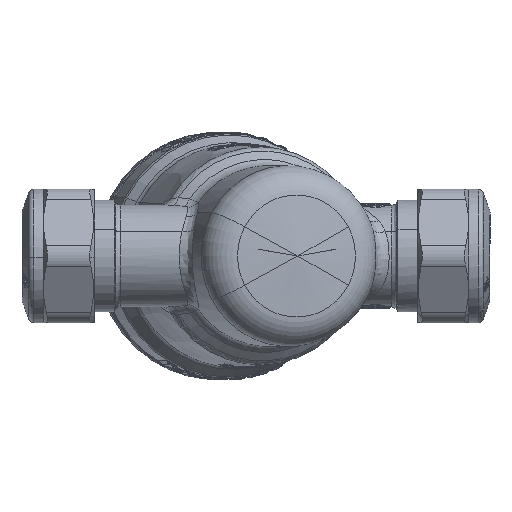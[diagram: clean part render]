
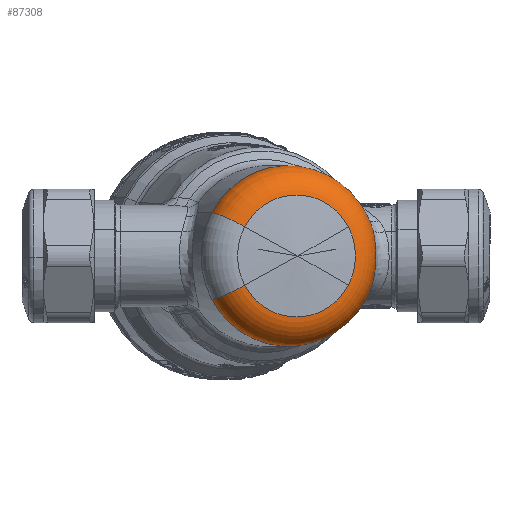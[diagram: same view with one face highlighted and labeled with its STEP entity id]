
A CAD part, front view. The second image highlights one B-rep face of the part: STEP entity #87308.
In plain terms, the highlighted toroidal (fillet/blend) face has major radius 10.9 mm and minor radius 6 mm.
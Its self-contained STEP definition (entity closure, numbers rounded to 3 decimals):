
#77189=CARTESIAN_POINT('Vertex',(-4.6,-21.564,-5.476)) ;
#77196=CARTESIAN_POINT('Vertex',(-4.6,-21.564,5.476)) ;
#77215=CARTESIAN_POINT('Vertex',(14.766,-16.375,5.476)) ;
#77218=CARTESIAN_POINT('Axis2P3D Location',(5.083,-18.97,0.)) ;
#77234=CARTESIAN_POINT('Vertex',(14.766,-16.375,-5.476)) ;
#77237=CARTESIAN_POINT('Axis2P3D Location',(5.083,-18.97,0.)) ;
#77249=CARTESIAN_POINT('Axis2P3D Location',(5.083,-18.97,0.)) ;
#77341=CARTESIAN_POINT('Vertex',(19.317,-10.524,5.025)) ;
#77345=CARTESIAN_POINT('Control Point',(19.317,-10.524,5.025)) ;
#77346=CARTESIAN_POINT('Control Point',(19.412,-10.658,4.712)) ;
#77347=CARTESIAN_POINT('Control Point',(19.497,-10.784,4.387)) ;
#77348=CARTESIAN_POINT('Control Point',(19.574,-10.9,4.05)) ;
#77349=CARTESIAN_POINT('Control Point',(19.743,-11.165,3.175)) ;
#77350=CARTESIAN_POINT('Control Point',(19.857,-11.354,2.246)) ;
#77351=CARTESIAN_POINT('Control Point',(19.906,-11.439,1.67)) ;
#77352=CARTESIAN_POINT('Control Point',(19.967,-11.545,0.499)) ;
#77353=CARTESIAN_POINT('Control Point',(19.955,-11.524,-0.683)) ;
#77354=CARTESIAN_POINT('Control Point',(19.931,-11.482,-1.273)) ;
#77355=CARTESIAN_POINT('Control Point',(19.845,-11.333,-2.44)) ;
#77356=CARTESIAN_POINT('Control Point',(19.68,-11.064,-3.55)) ;
#77357=CARTESIAN_POINT('Control Point',(19.575,-10.9,-4.087)) ;
#77358=CARTESIAN_POINT('Control Point',(19.318,-10.514,-5.127)) ;
#77359=CARTESIAN_POINT('Control Point',(18.967,-10.041,-6.048)) ;
#77360=CARTESIAN_POINT('Control Point',(18.765,-9.784,-6.48)) ;
#77361=CARTESIAN_POINT('Control Point',(18.537,-9.516,-6.876)) ;
#77362=CARTESIAN_POINT('Control Point',(18.287,-9.243,-7.238)) ;
#77363=CARTESIAN_POINT('Vertex',(18.287,-9.243,-7.238)) ;
#77426=CARTESIAN_POINT('Vertex',(18.287,-9.243,7.238)) ;
#77430=CARTESIAN_POINT('Control Point',(18.287,-9.243,7.238)) ;
#77431=CARTESIAN_POINT('Control Point',(18.361,-9.324,7.13)) ;
#77432=CARTESIAN_POINT('Control Point',(18.434,-9.405,7.02)) ;
#77433=CARTESIAN_POINT('Control Point',(18.504,-9.484,6.907)) ;
#77434=CARTESIAN_POINT('Control Point',(18.738,-9.757,6.505)) ;
#77435=CARTESIAN_POINT('Control Point',(18.948,-10.02,6.066)) ;
#77436=CARTESIAN_POINT('Control Point',(19.084,-10.199,5.736)) ;
#77437=CARTESIAN_POINT('Control Point',(19.207,-10.367,5.389)) ;
#77438=CARTESIAN_POINT('Control Point',(19.317,-10.524,5.025)) ;
#87247=CARTESIAN_POINT('Axis2P3D Location',(-5.704,-15.672,-5.226)) ;
#87251=CARTESIAN_POINT('Vertex',(-10.79,-17.035,-8.102)) ;
#87254=CARTESIAN_POINT('Axis2P3D Location',(-5.704,-15.672,5.226)) ;
#87258=CARTESIAN_POINT('Vertex',(-10.79,-17.035,8.102)) ;
#87274=CARTESIAN_POINT('Axis2P3D Location',(3.536,-13.196,0.)) ;
#87279=CARTESIAN_POINT('Axis2P3D Location',(3.536,-13.196,0.)) ;
#87284=CARTESIAN_POINT('Axis2P3D Location',(3.536,-13.196,0.)) ;
#87288=CARTESIAN_POINT('Vertex',(17.862,-9.357,-8.102)) ;
#87291=CARTESIAN_POINT('Axis2P3D Location',(3.536,-13.196,0.)) ;
#77219=DIRECTION('Axis2P3D Direction',(-0.259,0.966,-0.)) ;
#77238=DIRECTION('Axis2P3D Direction',(-0.259,0.966,-0.)) ;
#77250=DIRECTION('Axis2P3D Direction',(-0.259,0.966,-0.)) ;
#87248=DIRECTION('Axis2P3D Direction',(0.463,0.124,-0.878)) ;
#87255=DIRECTION('Axis2P3D Direction',(-0.463,-0.124,-0.878)) ;
#87275=DIRECTION('Axis2P3D Direction',(0.259,-0.966,0.)) ;
#87276=DIRECTION('Axis2P3D XDirection',(0.739,0.198,-0.644)) ;
#87280=DIRECTION('Axis2P3D Direction',(0.259,-0.966,0.)) ;
#87285=DIRECTION('Axis2P3D Direction',(0.259,-0.966,0.)) ;
#87292=DIRECTION('Axis2P3D Direction',(0.259,-0.966,0.)) ;
#77220=AXIS2_PLACEMENT_3D('Circle Axis2P3D',#77218,#77219,$) ;
#77239=AXIS2_PLACEMENT_3D('Circle Axis2P3D',#77237,#77238,$) ;
#77251=AXIS2_PLACEMENT_3D('Circle Axis2P3D',#77249,#77250,$) ;
#87249=AXIS2_PLACEMENT_3D('Circle Axis2P3D',#87247,#87248,$) ;
#87256=AXIS2_PLACEMENT_3D('Circle Axis2P3D',#87254,#87255,$) ;
#87277=AXIS2_PLACEMENT_3D('Torus Axis2P3D',#87274,#87275,#87276) ;
#87281=AXIS2_PLACEMENT_3D('Circle Axis2P3D',#87279,#87280,$) ;
#87286=AXIS2_PLACEMENT_3D('Circle Axis2P3D',#87284,#87285,$) ;
#87293=AXIS2_PLACEMENT_3D('Circle Axis2P3D',#87291,#87292,$) ;
#77221=CIRCLE('generated circle',#77220,11.423) ;
#77240=CIRCLE('generated circle',#77239,11.423) ;
#77252=CIRCLE('generated circle',#77251,11.423) ;
#87250=CIRCLE('generated circle',#87249,6.) ;
#87257=CIRCLE('generated circle',#87256,6.) ;
#87282=CIRCLE('generated circle',#87281,16.9) ;
#87287=CIRCLE('generated circle',#87286,16.9) ;
#87294=CIRCLE('generated circle',#87293,16.9) ;
#87278=TOROIDAL_SURFACE('homeo Torus',#87277,10.9,6.) ;
#77222=EDGE_CURVE('',#77197,#77216,#77221,.T.) ;
#77241=EDGE_CURVE('',#77216,#77235,#77240,.T.) ;
#77253=EDGE_CURVE('',#77235,#77190,#77252,.T.) ;
#77365=EDGE_CURVE('',#77364,#77342,#77344,.F.) ;
#77439=EDGE_CURVE('',#77342,#77427,#77429,.F.) ;
#87253=EDGE_CURVE('',#87252,#77190,#87250,.F.) ;
#87260=EDGE_CURVE('',#87259,#77197,#87257,.F.) ;
#87283=EDGE_CURVE('',#87259,#77427,#87282,.F.) ;
#87290=EDGE_CURVE('',#87289,#87252,#87287,.F.) ;
#87295=EDGE_CURVE('',#77364,#87289,#87294,.F.) ;
#87297=ORIENTED_EDGE('',*,*,#87283,.F.) ;
#87298=ORIENTED_EDGE('',*,*,#87260,.T.) ;
#87299=ORIENTED_EDGE('',*,*,#77222,.T.) ;
#87300=ORIENTED_EDGE('',*,*,#77241,.T.) ;
#87301=ORIENTED_EDGE('',*,*,#77253,.T.) ;
#87302=ORIENTED_EDGE('',*,*,#87253,.F.) ;
#87303=ORIENTED_EDGE('',*,*,#87290,.F.) ;
#87304=ORIENTED_EDGE('',*,*,#87295,.F.) ;
#87305=ORIENTED_EDGE('',*,*,#77365,.T.) ;
#87306=ORIENTED_EDGE('',*,*,#77439,.T.) ;
#87296=EDGE_LOOP('',(#87297,#87298,#87299,#87300,#87301,#87302,#87303,#87304,#87305,#87306)) ;
#77190=VERTEX_POINT('',#77189) ;
#77197=VERTEX_POINT('',#77196) ;
#77216=VERTEX_POINT('',#77215) ;
#77235=VERTEX_POINT('',#77234) ;
#77342=VERTEX_POINT('',#77341) ;
#77364=VERTEX_POINT('',#77363) ;
#77427=VERTEX_POINT('',#77426) ;
#87252=VERTEX_POINT('',#87251) ;
#87259=VERTEX_POINT('',#87258) ;
#87289=VERTEX_POINT('',#87288) ;
#87308=ADVANCED_FACE('PartBody',(#87307),#87278,.T.) ;
#77344=B_SPLINE_CURVE_WITH_KNOTS('',5,(#77345,#77346,#77347,#77348,#77349,#77350,#77351,#77352,#77353,#77354,#77355,#77356,#77357,#77358,#77359,#77360,#77361,#77362),.UNSPECIFIED.,.F.,.U.,(6,3,3,3,3,6),(10.194,12.356,15.659,18.968,22.319,25.772),.UNSPECIFIED.) ;
#77429=B_SPLINE_CURVE_WITH_KNOTS('',5,(#77430,#77431,#77432,#77433,#77434,#77435,#77436,#77437,#77438),.UNSPECIFIED.,.F.,.U.,(6,3,6),(12.16,13.184,15.693),.UNSPECIFIED.) ;
#87307=FACE_OUTER_BOUND('',#87296,.T.) ;
